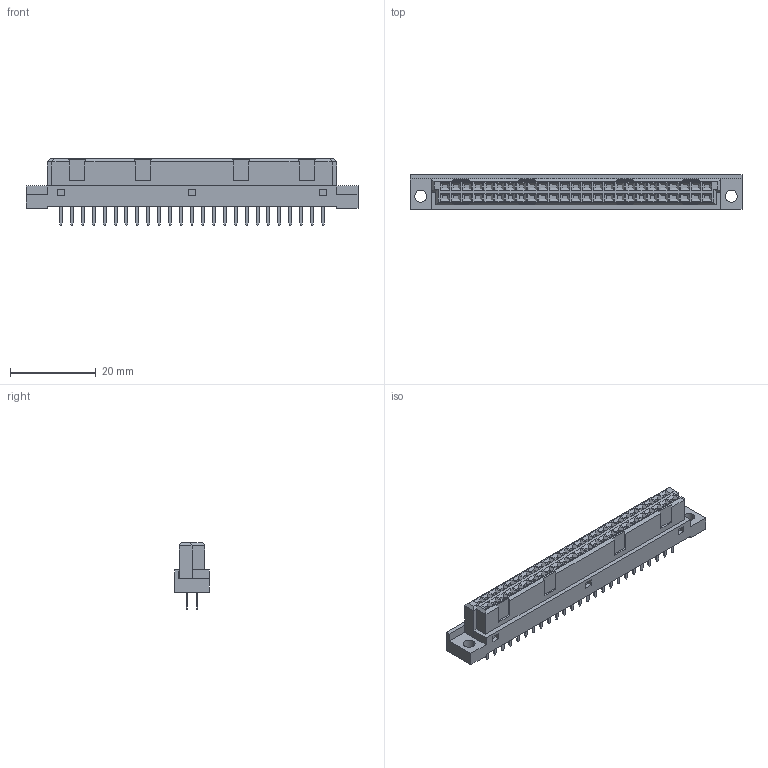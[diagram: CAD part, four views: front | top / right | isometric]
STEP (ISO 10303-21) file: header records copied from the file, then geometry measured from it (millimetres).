
FILE_DESCRIPTION(('CoCreate Modeling STEP Export'),'2;1');
FILE_NAME('PCN10C-50S-2.54DSA.stp','2013-05-27T15:48:54',(''),(''),'CoCreate Modeling STEP processor for AP214 (Solid Model)','CoCreate Modeling 17.0 01-Apr-2010 (C) Parametric Technology GmbH','');
FILE_SCHEMA(('AUTOMOTIVE_DESIGN { 1 0 10303 214 1 1 1 1 }'));
Length unit declared in the file: millimetre
Products named in the file (1): PCN10C-50S-2.54DSA
Bounding box: 77.22 x 8.1 x 15.4 mm (x, y, z)
Volume: 4808.5 mm3; surface area: 5683.8 mm2
Topology: 1 solids, 1 shells, 1118 faces, 2850 edges, 1830 vertices
Faces by surface type: plane 1112, cylinder 6
Entity records: 32407 total; most frequent: CARTESIAN_POINT 5712, ORIENTED_EDGE 5700, DIRECTION 4948, EDGE_CURVE 2850, VECTOR 2816, LINE 2816, VERTEX_POINT 1830, EDGE_LOOP 1230
